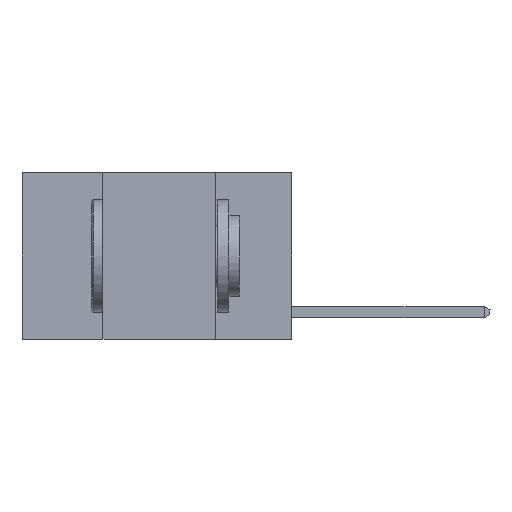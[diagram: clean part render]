
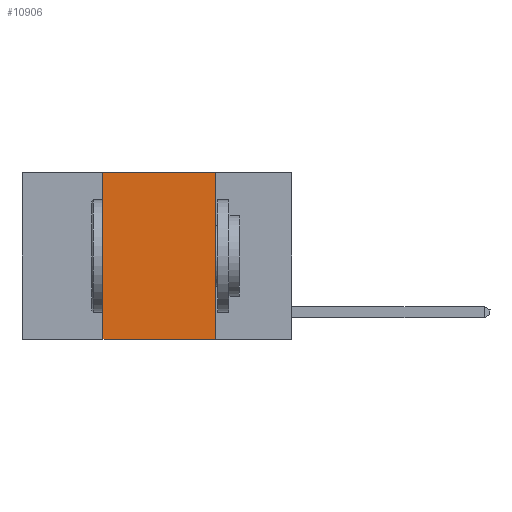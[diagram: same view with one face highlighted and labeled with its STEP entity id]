
A CAD part, left-side view. The second image highlights one B-rep face of the part: STEP entity #10906.
In plain terms, the highlighted planar face has unit normal (-1, 0, 0).
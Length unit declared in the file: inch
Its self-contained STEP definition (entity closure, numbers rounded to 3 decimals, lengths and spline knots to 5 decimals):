
#1100 = VECTOR ( 'NONE', #14207, 39.37008 ) ;
#1274 = CARTESIAN_POINT ( 'NONE',  ( 0., 0.6, -0.37 ) ) ;
#1362 = EDGE_CURVE ( 'NONE', #11318, #22804, #25464, .T. ) ;
#1406 = EDGE_LOOP ( 'NONE', ( #25536, #11539, #19028, #8253 ) ) ;
#3616 = DIRECTION ( 'NONE',  ( 0., -1., 0. ) ) ;
#4912 = PLANE ( 'NONE',  #25131 ) ;
#5033 = CARTESIAN_POINT ( 'NONE',  ( 0., 0.6, 0. ) ) ;
#5582 = EDGE_CURVE ( 'NONE', #22804, #18328, #6549, .T. ) ;
#6356 = CARTESIAN_POINT ( 'NONE',  ( 0., 0.17, 0. ) ) ;
#6549 = LINE ( 'NONE', #5033, #1100 ) ;
#6969 = EDGE_CURVE ( 'NONE', #18328, #14558, #28517, .T. ) ;
#7245 = DIRECTION ( 'NONE',  ( 0., 0., -1. ) ) ;
#7342 = CARTESIAN_POINT ( 'NONE',  ( 0., 0.17, 0. ) ) ;
#8253 = ORIENTED_EDGE ( 'NONE', *, *, #17918, .T. ) ;
#10368 = FACE_OUTER_BOUND ( 'NONE', #1406, .T. ) ;
#10906 = ADVANCED_FACE ( 'NONE', ( #10368 ), #4912, .F. ) ;
#11318 = VERTEX_POINT ( 'NONE', #13362 ) ;
#11539 = ORIENTED_EDGE ( 'NONE', *, *, #5582, .F. ) ;
#12574 = CARTESIAN_POINT ( 'NONE',  ( 0., 0.42, 0. ) ) ;
#13362 = CARTESIAN_POINT ( 'NONE',  ( 0., 0.42, -0.37 ) ) ;
#13989 = VECTOR ( 'NONE', #28974, 39.37008 ) ;
#14207 = DIRECTION ( 'NONE',  ( 0., -1., 0. ) ) ;
#14558 = VERTEX_POINT ( 'NONE', #21544 ) ;
#17823 = DIRECTION ( 'NONE',  ( 0., 0., -1. ) ) ;
#17918 = EDGE_CURVE ( 'NONE', #11318, #14558, #21350, .T. ) ;
#18328 = VERTEX_POINT ( 'NONE', #7342 ) ;
#18602 = CARTESIAN_POINT ( 'NONE',  ( 0., 0.6, 0. ) ) ;
#19028 = ORIENTED_EDGE ( 'NONE', *, *, #1362, .F. ) ;
#19860 = CARTESIAN_POINT ( 'NONE',  ( 0., 0.42, 0. ) ) ;
#21003 = DIRECTION ( 'NONE',  ( 1., 0., 0. ) ) ;
#21350 = LINE ( 'NONE', #1274, #26724 ) ;
#21544 = CARTESIAN_POINT ( 'NONE',  ( 0., 0.17, -0.37 ) ) ;
#22804 = VERTEX_POINT ( 'NONE', #12574 ) ;
#23853 = VECTOR ( 'NONE', #17823, 39.37008 ) ;
#25131 = AXIS2_PLACEMENT_3D ( 'NONE', #18602, #21003, #7245 ) ;
#25464 = LINE ( 'NONE', #19860, #13989 ) ;
#25536 = ORIENTED_EDGE ( 'NONE', *, *, #6969, .F. ) ;
#26724 = VECTOR ( 'NONE', #3616, 39.37008 ) ;
#28517 = LINE ( 'NONE', #6356, #23853 ) ;
#28974 = DIRECTION ( 'NONE',  ( 0., 0., 1. ) ) ;
